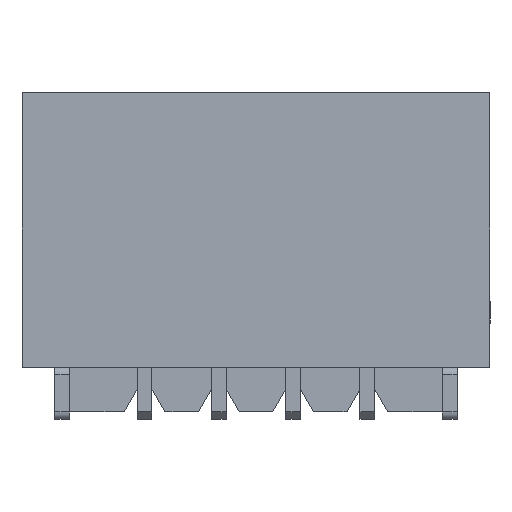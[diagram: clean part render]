
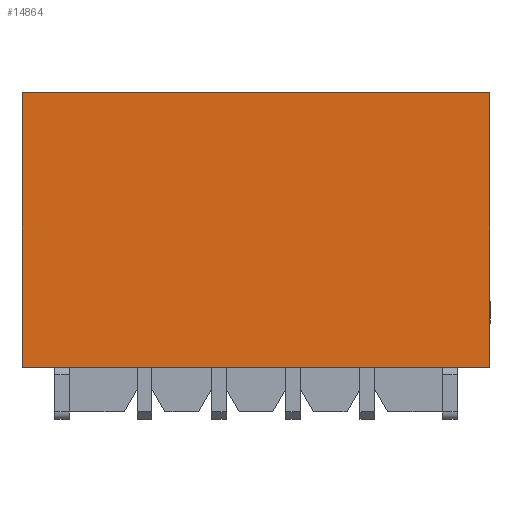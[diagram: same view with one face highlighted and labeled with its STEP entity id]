
A CAD part, front view. The second image highlights one B-rep face of the part: STEP entity #14864.
In plain terms, the highlighted planar face has unit normal (0, -1, 0).
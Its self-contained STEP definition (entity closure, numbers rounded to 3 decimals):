
#1571 = CARTESIAN_POINT ( 'NONE',  ( 3.15, -1.525, 4.3 ) ) ;
#1942 = ORIENTED_EDGE ( 'NONE', *, *, #14015, .F. ) ;
#2699 = VERTEX_POINT ( 'NONE', #7257 ) ;
#2743 = DIRECTION ( 'NONE',  ( 0., 0., -1. ) ) ;
#3317 = EDGE_LOOP ( 'NONE', ( #1942, #12632, #11915, #14686 ) ) ;
#3608 = EDGE_CURVE ( 'NONE', #11236, #21830, #7877, .T. ) ;
#3667 = LINE ( 'NONE', #11045, #5395 ) ;
#5395 = VECTOR ( 'NONE', #21482, 1000. ) ;
#6130 = CARTESIAN_POINT ( 'NONE',  ( 3.15, -1.525, 4.3 ) ) ;
#7031 = VECTOR ( 'NONE', #2743, 1000. ) ;
#7126 = CARTESIAN_POINT ( 'NONE',  ( 3.15, -1.525, 4.3 ) ) ;
#7257 = CARTESIAN_POINT ( 'NONE',  ( -3.15, -1.525, 4.3 ) ) ;
#7877 = LINE ( 'NONE', #6130, #19439 ) ;
#8728 = DIRECTION ( 'NONE',  ( 0., 1., 0. ) ) ;
#10062 = DIRECTION ( 'NONE',  ( 0., 0., -1. ) ) ;
#10125 = PLANE ( 'NONE',  #14678 ) ;
#11045 = CARTESIAN_POINT ( 'NONE',  ( -2.51, -1.525, 0.6 ) ) ;
#11236 = VERTEX_POINT ( 'NONE', #12437 ) ;
#11863 = FACE_OUTER_BOUND ( 'NONE', #3317, .T. ) ;
#11915 = ORIENTED_EDGE ( 'NONE', *, *, #15784, .F. ) ;
#12437 = CARTESIAN_POINT ( 'NONE',  ( 3.15, -1.525, 4.3 ) ) ;
#12632 = ORIENTED_EDGE ( 'NONE', *, *, #3608, .F. ) ;
#14015 = EDGE_CURVE ( 'NONE', #21830, #15578, #3667, .T. ) ;
#14678 = AXIS2_PLACEMENT_3D ( 'NONE', #1571, #8728, #21381 ) ;
#14686 = ORIENTED_EDGE ( 'NONE', *, *, #18076, .T. ) ;
#14864 = ADVANCED_FACE ( 'NONE', ( #11863 ), #10125, .F. ) ;
#15044 = CARTESIAN_POINT ( 'NONE',  ( -3.15, -1.525, 0.6 ) ) ;
#15578 = VERTEX_POINT ( 'NONE', #15044 ) ;
#15784 = EDGE_CURVE ( 'NONE', #2699, #11236, #17704, .T. ) ;
#16601 = CARTESIAN_POINT ( 'NONE',  ( 3.15, -1.525, 0.6 ) ) ;
#17704 = LINE ( 'NONE', #7126, #18095 ) ;
#18076 = EDGE_CURVE ( 'NONE', #2699, #15578, #20221, .T. ) ;
#18095 = VECTOR ( 'NONE', #22844, 1000. ) ;
#18706 = CARTESIAN_POINT ( 'NONE',  ( -3.15, -1.525, 4.3 ) ) ;
#19439 = VECTOR ( 'NONE', #10062, 1000. ) ;
#20221 = LINE ( 'NONE', #18706, #7031 ) ;
#21381 = DIRECTION ( 'NONE',  ( 0., 0., -1. ) ) ;
#21482 = DIRECTION ( 'NONE',  ( -1., 0., 0. ) ) ;
#21830 = VERTEX_POINT ( 'NONE', #16601 ) ;
#22844 = DIRECTION ( 'NONE',  ( 1., 0., 0. ) ) ;
